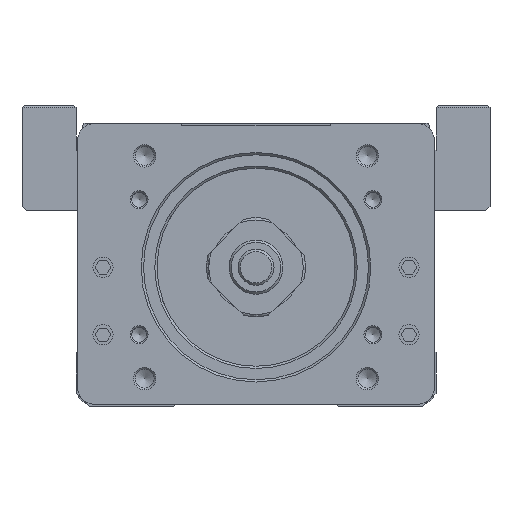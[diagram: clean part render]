
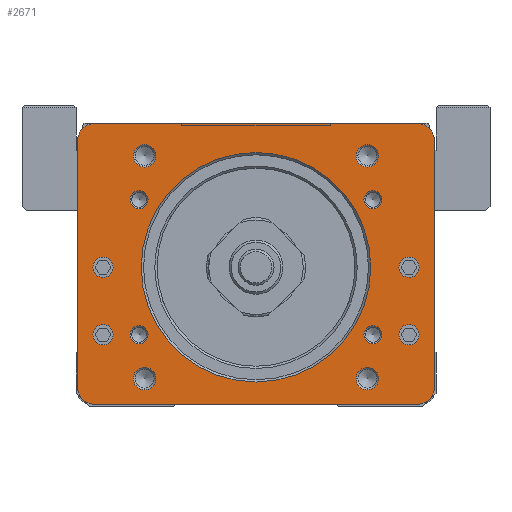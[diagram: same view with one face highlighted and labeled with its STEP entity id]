
A CAD part, front view. The second image highlights one B-rep face of the part: STEP entity #2671.
In plain terms, the highlighted planar face has unit normal (0, -1, 0).
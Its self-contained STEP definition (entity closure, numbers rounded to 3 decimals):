
#1377=FACE_BOUND('',#7179,.T.);
#1378=FACE_BOUND('',#7180,.T.);
#1379=FACE_BOUND('',#7181,.T.);
#1380=FACE_BOUND('',#7182,.T.);
#1381=FACE_BOUND('',#7183,.T.);
#1382=FACE_BOUND('',#7184,.T.);
#1383=FACE_BOUND('',#7185,.T.);
#1384=FACE_BOUND('',#7186,.T.);
#1385=FACE_BOUND('',#7187,.T.);
#1386=FACE_BOUND('',#7188,.T.);
#1387=FACE_BOUND('',#7189,.T.);
#1388=FACE_BOUND('',#7190,.T.);
#1389=FACE_BOUND('',#7191,.T.);
#1390=FACE_BOUND('',#7192,.T.);
#2671=ADVANCED_FACE('',(#1377,#1378,#1379,#1380,#1381,#1382,#1383,#1384,
#1385,#1386,#1387,#1388,#1389,#1390),#4290,.T.);
#4290=PLANE('',#32243);
#7179=EDGE_LOOP('',(#11920));
#7180=EDGE_LOOP('',(#11921));
#7181=EDGE_LOOP('',(#11922));
#7182=EDGE_LOOP('',(#11923));
#7183=EDGE_LOOP('',(#11924));
#7184=EDGE_LOOP('',(#11925));
#7185=EDGE_LOOP('',(#11926));
#7186=EDGE_LOOP('',(#11927));
#7187=EDGE_LOOP('',(#11928));
#7188=EDGE_LOOP('',(#11929));
#7189=EDGE_LOOP('',(#11930));
#7190=EDGE_LOOP('',(#11931));
#7191=EDGE_LOOP('',(#11932));
#7192=EDGE_LOOP('',(#11933,#11934,#11935,#11936,#11937,#11938,#11939,#11940));
#9100=CIRCLE('',#32067,4.);
#9101=CIRCLE('',#32069,4.);
#9102=CIRCLE('',#32071,2.);
#9103=CIRCLE('',#32073,2.);
#9104=CIRCLE('',#32075,2.);
#9105=CIRCLE('',#32077,2.);
#9106=CIRCLE('',#32079,2.5);
#9107=CIRCLE('',#32081,2.5);
#9108=CIRCLE('',#32083,2.5);
#9109=CIRCLE('',#32085,2.5);
#9110=CIRCLE('',#32087,25.5);
#9115=CIRCLE('',#32096,2.25);
#9117=CIRCLE('',#32099,2.25);
#9119=CIRCLE('',#32102,2.25);
#9121=CIRCLE('',#32105,2.25);
#9178=CIRCLE('',#32239,4.);
#9180=CIRCLE('',#32242,4.);
#11920=ORIENTED_EDGE('',*,*,#22139,.T.);
#11921=ORIENTED_EDGE('',*,*,#22138,.T.);
#11922=ORIENTED_EDGE('',*,*,#22137,.T.);
#11923=ORIENTED_EDGE('',*,*,#22136,.T.);
#11924=ORIENTED_EDGE('',*,*,#22135,.T.);
#11925=ORIENTED_EDGE('',*,*,#22134,.T.);
#11926=ORIENTED_EDGE('',*,*,#22133,.T.);
#11927=ORIENTED_EDGE('',*,*,#22132,.T.);
#11928=ORIENTED_EDGE('',*,*,#22131,.T.);
#11929=ORIENTED_EDGE('',*,*,#22151,.T.);
#11930=ORIENTED_EDGE('',*,*,#22149,.T.);
#11931=ORIENTED_EDGE('',*,*,#22147,.T.);
#11932=ORIENTED_EDGE('',*,*,#22145,.T.);
#11933=ORIENTED_EDGE('',*,*,#22323,.T.);
#11934=ORIENTED_EDGE('',*,*,#22326,.T.);
#11935=ORIENTED_EDGE('',*,*,#22327,.T.);
#11936=ORIENTED_EDGE('',*,*,#22251,.T.);
#11937=ORIENTED_EDGE('',*,*,#22129,.T.);
#11938=ORIENTED_EDGE('',*,*,#22193,.T.);
#11939=ORIENTED_EDGE('',*,*,#22126,.T.);
#11940=ORIENTED_EDGE('',*,*,#22244,.T.);
#18941=VERTEX_POINT('',#45854);
#18942=VERTEX_POINT('',#45856);
#18943=VERTEX_POINT('',#45860);
#18944=VERTEX_POINT('',#45862);
#18945=VERTEX_POINT('',#45866);
#18946=VERTEX_POINT('',#45869);
#18947=VERTEX_POINT('',#45872);
#18948=VERTEX_POINT('',#45875);
#18949=VERTEX_POINT('',#45878);
#18950=VERTEX_POINT('',#45881);
#18951=VERTEX_POINT('',#45884);
#18952=VERTEX_POINT('',#45887);
#18953=VERTEX_POINT('',#45890);
#18958=VERTEX_POINT('',#45905);
#18960=VERTEX_POINT('',#45910);
#18962=VERTEX_POINT('',#45915);
#18964=VERTEX_POINT('',#45920);
#19026=VERTEX_POINT('',#46219);
#19031=VERTEX_POINT('',#46233);
#19088=VERTEX_POINT('',#46548);
#19090=VERTEX_POINT('',#46554);
#22126=EDGE_CURVE('',#18942,#18941,#9100,.T.);
#22129=EDGE_CURVE('',#18944,#18943,#9101,.T.);
#22131=EDGE_CURVE('',#18945,#18945,#9102,.T.);
#22132=EDGE_CURVE('',#18946,#18946,#9103,.T.);
#22133=EDGE_CURVE('',#18947,#18947,#9104,.T.);
#22134=EDGE_CURVE('',#18948,#18948,#9105,.T.);
#22135=EDGE_CURVE('',#18949,#18949,#9106,.T.);
#22136=EDGE_CURVE('',#18950,#18950,#9107,.T.);
#22137=EDGE_CURVE('',#18951,#18951,#9108,.T.);
#22138=EDGE_CURVE('',#18952,#18952,#9109,.T.);
#22139=EDGE_CURVE('',#18953,#18953,#9110,.T.);
#22145=EDGE_CURVE('',#18958,#18958,#9115,.T.);
#22147=EDGE_CURVE('',#18960,#18960,#9117,.T.);
#22149=EDGE_CURVE('',#18962,#18962,#9119,.T.);
#22151=EDGE_CURVE('',#18964,#18964,#9121,.T.);
#22193=EDGE_CURVE('',#18943,#18942,#26076,.T.);
#22244=EDGE_CURVE('',#18941,#19026,#26101,.T.);
#22251=EDGE_CURVE('',#19031,#18944,#26108,.T.);
#22323=EDGE_CURVE('',#19026,#19088,#9178,.T.);
#22326=EDGE_CURVE('',#19088,#19090,#26136,.T.);
#22327=EDGE_CURVE('',#19090,#19031,#9180,.T.);
#26076=LINE('',#46065,#29124);
#26101=LINE('',#46220,#29149);
#26108=LINE('',#46232,#29156);
#26136=LINE('',#46553,#29184);
#29124=VECTOR('',#36284,1.);
#29149=VECTOR('',#36409,1.);
#29156=VECTOR('',#36418,1.);
#29184=VECTOR('',#36558,1.);
#32067=AXIS2_PLACEMENT_3D('',#45855,#36123,#36124);
#32069=AXIS2_PLACEMENT_3D('',#45861,#36129,#36130);
#32071=AXIS2_PLACEMENT_3D('',#45865,#36134,#36135);
#32073=AXIS2_PLACEMENT_3D('',#45868,#36138,#36139);
#32075=AXIS2_PLACEMENT_3D('',#45871,#36142,#36143);
#32077=AXIS2_PLACEMENT_3D('',#45874,#36146,#36147);
#32079=AXIS2_PLACEMENT_3D('',#45877,#36150,#36151);
#32081=AXIS2_PLACEMENT_3D('',#45880,#36154,#36155);
#32083=AXIS2_PLACEMENT_3D('',#45883,#36158,#36159);
#32085=AXIS2_PLACEMENT_3D('',#45886,#36162,#36163);
#32087=AXIS2_PLACEMENT_3D('',#45889,#36166,#36167);
#32096=AXIS2_PLACEMENT_3D('',#45904,#36185,#36186);
#32099=AXIS2_PLACEMENT_3D('',#45909,#36191,#36192);
#32102=AXIS2_PLACEMENT_3D('',#45914,#36197,#36198);
#32105=AXIS2_PLACEMENT_3D('',#45919,#36203,#36204);
#32239=AXIS2_PLACEMENT_3D('',#46547,#36551,#36552);
#32242=AXIS2_PLACEMENT_3D('',#46555,#36559,#36560);
#32243=AXIS2_PLACEMENT_3D('',#46556,#36561,#36562);
#36123=DIRECTION('',(0.,-1.,0.));
#36124=DIRECTION('',(1.,0.,0.));
#36129=DIRECTION('',(0.,-1.,0.));
#36130=DIRECTION('',(1.,0.,0.));
#36134=DIRECTION('',(0.,1.,0.));
#36135=DIRECTION('',(0.,0.,-1.));
#36138=DIRECTION('',(0.,1.,0.));
#36139=DIRECTION('',(0.,0.,-1.));
#36142=DIRECTION('',(0.,1.,0.));
#36143=DIRECTION('',(0.,0.,-1.));
#36146=DIRECTION('',(0.,1.,0.));
#36147=DIRECTION('',(0.,0.,-1.));
#36150=DIRECTION('',(0.,1.,0.));
#36151=DIRECTION('',(0.,0.,-1.));
#36154=DIRECTION('',(0.,1.,0.));
#36155=DIRECTION('',(0.,0.,-1.));
#36158=DIRECTION('',(0.,1.,0.));
#36159=DIRECTION('',(0.,0.,-1.));
#36162=DIRECTION('',(0.,1.,0.));
#36163=DIRECTION('',(0.,0.,-1.));
#36166=DIRECTION('',(0.,1.,0.));
#36167=DIRECTION('',(0.,0.,-1.));
#36185=DIRECTION('',(0.,1.,0.));
#36186=DIRECTION('',(0.,0.,-1.));
#36191=DIRECTION('',(0.,1.,0.));
#36192=DIRECTION('',(0.,0.,-1.));
#36197=DIRECTION('',(0.,1.,0.));
#36198=DIRECTION('',(0.,0.,-1.));
#36203=DIRECTION('',(0.,1.,0.));
#36204=DIRECTION('',(0.,0.,-1.));
#36284=DIRECTION('',(-1.,0.,0.));
#36409=DIRECTION('',(0.,0.,-1.));
#36418=DIRECTION('',(0.,0.,1.));
#36551=DIRECTION('',(0.,-1.,0.));
#36552=DIRECTION('',(1.,0.,0.));
#36558=DIRECTION('',(1.,0.,0.));
#36559=DIRECTION('',(0.,-1.,0.));
#36560=DIRECTION('',(1.,0.,0.));
#36561=DIRECTION('',(0.,-1.,0.));
#36562=DIRECTION('',(0.,0.,1.));
#45854=CARTESIAN_POINT('',(-39.7,-243.7,40.));
#45855=CARTESIAN_POINT('',(-35.7,-243.7,40.));
#45856=CARTESIAN_POINT('',(-35.7,-243.7,44.));
#45860=CARTESIAN_POINT('',(35.7,-243.7,44.));
#45861=CARTESIAN_POINT('',(35.7,-243.7,40.));
#45862=CARTESIAN_POINT('',(39.7,-243.7,40.));
#45865=CARTESIAN_POINT('',(-25.981,-243.7,27.));
#45866=CARTESIAN_POINT('',(-25.981,-243.7,25.));
#45868=CARTESIAN_POINT('',(-25.981,-243.7,-3.));
#45869=CARTESIAN_POINT('',(-25.981,-243.7,-5.));
#45871=CARTESIAN_POINT('',(25.981,-243.7,27.));
#45872=CARTESIAN_POINT('',(25.981,-243.7,25.));
#45874=CARTESIAN_POINT('',(25.981,-243.7,-3.));
#45875=CARTESIAN_POINT('',(25.981,-243.7,-5.));
#45877=CARTESIAN_POINT('',(24.749,-243.7,36.749));
#45878=CARTESIAN_POINT('',(24.749,-243.7,34.249));
#45880=CARTESIAN_POINT('',(24.749,-243.7,-12.749));
#45881=CARTESIAN_POINT('',(24.749,-243.7,-15.249));
#45883=CARTESIAN_POINT('',(-24.749,-243.7,-12.749));
#45884=CARTESIAN_POINT('',(-24.749,-243.7,-15.249));
#45886=CARTESIAN_POINT('',(-24.749,-243.7,36.749));
#45887=CARTESIAN_POINT('',(-24.749,-243.7,34.249));
#45889=CARTESIAN_POINT('',(0.,-243.7,12.));
#45890=CARTESIAN_POINT('',(0.,-243.7,-13.5));
#45904=CARTESIAN_POINT('',(34.,-243.7,12.));
#45905=CARTESIAN_POINT('',(34.,-243.7,9.75));
#45909=CARTESIAN_POINT('',(34.,-243.7,-3.));
#45910=CARTESIAN_POINT('',(34.,-243.7,-5.25));
#45914=CARTESIAN_POINT('',(-34.,-243.7,12.));
#45915=CARTESIAN_POINT('',(-34.,-243.7,9.75));
#45919=CARTESIAN_POINT('',(-34.,-243.7,-3.));
#45920=CARTESIAN_POINT('',(-34.,-243.7,-5.25));
#46065=CARTESIAN_POINT('',(35.7,-243.7,44.));
#46219=CARTESIAN_POINT('',(-39.7,-243.7,-14.5));
#46220=CARTESIAN_POINT('',(-39.7,-243.7,40.));
#46232=CARTESIAN_POINT('',(39.7,-243.7,-14.5));
#46233=CARTESIAN_POINT('',(39.7,-243.7,-14.5));
#46547=CARTESIAN_POINT('',(-35.7,-243.7,-14.5));
#46548=CARTESIAN_POINT('',(-35.7,-243.7,-18.5));
#46553=CARTESIAN_POINT('',(-35.7,-243.7,-18.5));
#46554=CARTESIAN_POINT('',(35.7,-243.7,-18.5));
#46555=CARTESIAN_POINT('',(35.7,-243.7,-14.5));
#46556=CARTESIAN_POINT('',(-35.7,-243.7,-14.5));
